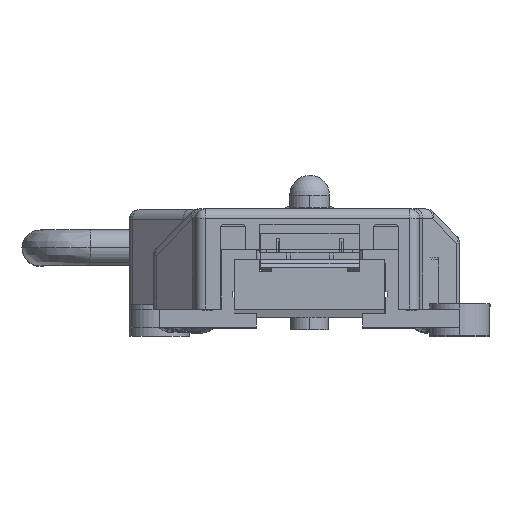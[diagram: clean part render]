
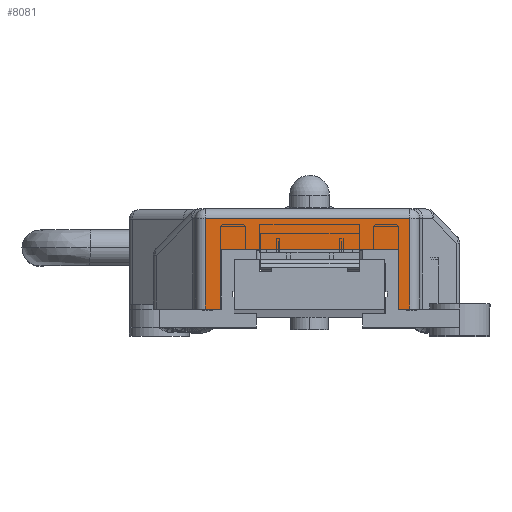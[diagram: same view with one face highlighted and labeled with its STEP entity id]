
A CAD part, top view. The second image highlights one B-rep face of the part: STEP entity #8081.
In plain terms, the highlighted planar face has unit normal (0, 0, 1).
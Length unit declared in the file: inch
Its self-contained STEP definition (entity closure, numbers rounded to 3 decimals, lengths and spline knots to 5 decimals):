
#91 = VERTEX_POINT ( 'NONE', #11361 ) ;
#159 = LINE ( 'NONE', #13052, #4750 ) ;
#553 = VECTOR ( 'NONE', #12884, 39.37008 ) ;
#1198 = LINE ( 'NONE', #17836, #5256 ) ;
#1560 = EDGE_CURVE ( 'NONE', #3944, #18111, #4164, .T. ) ;
#1862 = VECTOR ( 'NONE', #4901, 39.37008 ) ;
#1950 = CARTESIAN_POINT ( 'NONE',  ( 1.4, 0., 1.55 ) ) ;
#2088 = VECTOR ( 'NONE', #14774, 39.37008 ) ;
#2246 = DIRECTION ( 'NONE',  ( 0., -1., 0. ) ) ;
#3103 = FACE_OUTER_BOUND ( 'NONE', #7447, .T. ) ;
#3944 = VERTEX_POINT ( 'NONE', #1950 ) ;
#4164 = LINE ( 'NONE', #5836, #17357 ) ;
#4503 = PLANE ( 'NONE',  #7491 ) ;
#4565 = EDGE_CURVE ( 'NONE', #19167, #3944, #11453, .T. ) ;
#4635 = EDGE_CURVE ( 'NONE', #5221, #4984, #1198, .T. ) ;
#4750 = VECTOR ( 'NONE', #7831, 39.37008 ) ;
#4901 = DIRECTION ( 'NONE',  ( 0., 1., 0. ) ) ;
#4984 = VERTEX_POINT ( 'NONE', #20898 ) ;
#5098 = CARTESIAN_POINT ( 'NONE',  ( 1.4, 0.45, 1.55 ) ) ;
#5221 = VERTEX_POINT ( 'NONE', #6043 ) ;
#5256 = VECTOR ( 'NONE', #2246, 39.37008 ) ;
#5274 = CARTESIAN_POINT ( 'NONE',  ( 1.345, 0., 1.55 ) ) ;
#5836 = CARTESIAN_POINT ( 'NONE',  ( 1.4, 0.5, 1.55 ) ) ;
#6043 = CARTESIAN_POINT ( 'NONE',  ( 0.38, 0.45, 1.55 ) ) ;
#6438 = LINE ( 'NONE', #8379, #1862 ) ;
#7075 = LINE ( 'NONE', #18147, #20268 ) ;
#7447 = EDGE_LOOP ( 'NONE', ( #8194, #18325, #12484, #7598, #15651, #13163, #9762, #21659 ) ) ;
#7491 = AXIS2_PLACEMENT_3D ( 'NONE', #16544, #18275, #7971 ) ;
#7594 = EDGE_CURVE ( 'NONE', #91, #11544, #159, .T. ) ;
#7598 = ORIENTED_EDGE ( 'NONE', *, *, #20532, .T. ) ;
#7831 = DIRECTION ( 'NONE',  ( -1., 0., 0. ) ) ;
#7971 = DIRECTION ( 'NONE',  ( -1., 0., 0. ) ) ;
#8081 = ADVANCED_FACE ( 'NONE', ( #3103 ), #4503, .F. ) ;
#8194 = ORIENTED_EDGE ( 'NONE', *, *, #1560, .T. ) ;
#8379 = CARTESIAN_POINT ( 'NONE',  ( 0.455, 0., 1.55 ) ) ;
#9473 = EDGE_CURVE ( 'NONE', #91, #19167, #7075, .T. ) ;
#9749 = LINE ( 'NONE', #18068, #553 ) ;
#9762 = ORIENTED_EDGE ( 'NONE', *, *, #9473, .T. ) ;
#11361 = CARTESIAN_POINT ( 'NONE',  ( 1.345, 0.295, 1.55 ) ) ;
#11453 = LINE ( 'NONE', #5274, #14958 ) ;
#11544 = VERTEX_POINT ( 'NONE', #18076 ) ;
#12484 = ORIENTED_EDGE ( 'NONE', *, *, #4635, .T. ) ;
#12884 = DIRECTION ( 'NONE',  ( 1., 0., 0. ) ) ;
#13052 = CARTESIAN_POINT ( 'NONE',  ( 0.455, 0.295, 1.55 ) ) ;
#13163 = ORIENTED_EDGE ( 'NONE', *, *, #7594, .F. ) ;
#13586 = CARTESIAN_POINT ( 'NONE',  ( 0.455, 0., 1.55 ) ) ;
#13732 = EDGE_CURVE ( 'NONE', #18111, #5221, #15820, .T. ) ;
#13881 = DIRECTION ( 'NONE',  ( 1., 0., 0. ) ) ;
#14774 = DIRECTION ( 'NONE',  ( -1., 0., 0. ) ) ;
#14924 = CARTESIAN_POINT ( 'NONE',  ( 0., 0.45, 1.55 ) ) ;
#14958 = VECTOR ( 'NONE', #13881, 39.37008 ) ;
#15651 = ORIENTED_EDGE ( 'NONE', *, *, #21616, .T. ) ;
#15820 = LINE ( 'NONE', #14924, #2088 ) ;
#16078 = VERTEX_POINT ( 'NONE', #13586 ) ;
#16151 = DIRECTION ( 'NONE',  ( 0., 1., 0. ) ) ;
#16544 = CARTESIAN_POINT ( 'NONE',  ( 0., 0.5, 1.55 ) ) ;
#17357 = VECTOR ( 'NONE', #16151, 39.37008 ) ;
#17440 = CARTESIAN_POINT ( 'NONE',  ( 1.345, 0., 1.55 ) ) ;
#17836 = CARTESIAN_POINT ( 'NONE',  ( 0.38, 0.5, 1.55 ) ) ;
#18068 = CARTESIAN_POINT ( 'NONE',  ( 0., 0., 1.55 ) ) ;
#18076 = CARTESIAN_POINT ( 'NONE',  ( 0.455, 0.295, 1.55 ) ) ;
#18111 = VERTEX_POINT ( 'NONE', #5098 ) ;
#18147 = CARTESIAN_POINT ( 'NONE',  ( 1.345, 0.42, 1.55 ) ) ;
#18275 = DIRECTION ( 'NONE',  ( 0., 0., -1. ) ) ;
#18325 = ORIENTED_EDGE ( 'NONE', *, *, #13732, .T. ) ;
#19167 = VERTEX_POINT ( 'NONE', #17440 ) ;
#19865 = DIRECTION ( 'NONE',  ( 0., -1., 0. ) ) ;
#20268 = VECTOR ( 'NONE', #19865, 39.37008 ) ;
#20532 = EDGE_CURVE ( 'NONE', #4984, #16078, #9749, .T. ) ;
#20898 = CARTESIAN_POINT ( 'NONE',  ( 0.38, 0., 1.55 ) ) ;
#21616 = EDGE_CURVE ( 'NONE', #16078, #11544, #6438, .T. ) ;
#21659 = ORIENTED_EDGE ( 'NONE', *, *, #4565, .T. ) ;
